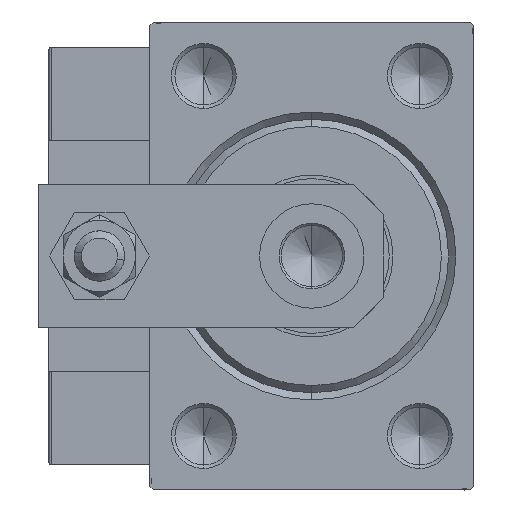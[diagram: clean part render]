
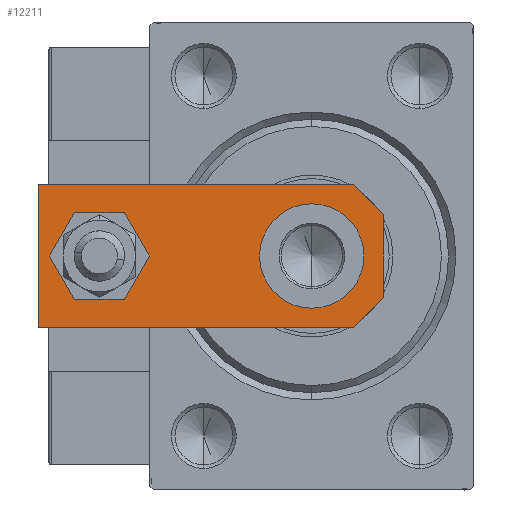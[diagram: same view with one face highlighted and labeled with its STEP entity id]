
A CAD part, left-side view. The second image highlights one B-rep face of the part: STEP entity #12211.
In plain terms, the highlighted face is planar.
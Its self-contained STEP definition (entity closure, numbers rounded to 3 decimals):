
#132 = VERTEX_POINT ( 'NONE', #35171 ) ;
#442 = VERTEX_POINT ( 'NONE', #14884 ) ;
#691 = CARTESIAN_POINT ( 'NONE',  ( -10., 48., 6. ) ) ;
#778 = AXIS2_PLACEMENT_3D ( 'NONE', #25122, #49750, #48991 ) ;
#1103 = FACE_BOUND ( 'NONE', #2733, .T. ) ;
#2733 = EDGE_LOOP ( 'NONE', ( #26661, #12329 ) ) ;
#2737 = CARTESIAN_POINT ( 'NONE',  ( 2.88, -2.88, 6. ) ) ;
#3785 = LINE ( 'NONE', #39367, #29447 ) ;
#3900 = DIRECTION ( 'NONE',  ( 1., 0., 0. ) ) ;
#5299 = CARTESIAN_POINT ( 'NONE',  ( 10., 0., 6. ) ) ;
#6161 = LINE ( 'NONE', #2737, #11778 ) ;
#6793 = LINE ( 'NONE', #34775, #37291 ) ;
#7833 = DIRECTION ( 'NONE',  ( 0., 0., 1. ) ) ;
#9200 = FACE_OUTER_BOUND ( 'NONE', #9799, .T. ) ;
#9799 = EDGE_LOOP ( 'NONE', ( #29880, #33870, #23320, #44014, #20728, #18083 ) ) ;
#10729 = EDGE_CURVE ( 'NONE', #442, #29110, #29107, .T. ) ;
#11679 = CARTESIAN_POINT ( 'NONE',  ( 0., 10., 6. ) ) ;
#11778 = VECTOR ( 'NONE', #26768, 1000. ) ;
#12211 = ADVANCED_FACE ( 'NONE', ( #1103, #9200, #28803 ), #21452, .T. ) ;
#12329 = ORIENTED_EDGE ( 'NONE', *, *, #10729, .F. ) ;
#13006 = CIRCLE ( 'NONE', #43835, 7.25 ) ;
#13272 = EDGE_CURVE ( 'NONE', #132, #25023, #33264, .T. ) ;
#13927 = EDGE_LOOP ( 'NONE', ( #46123, #35671 ) ) ;
#14146 = DIRECTION ( 'NONE',  ( 0., 1., 0. ) ) ;
#14420 = CARTESIAN_POINT ( 'NONE',  ( 7.25, 10., 6. ) ) ;
#14880 = DIRECTION ( 'NONE',  ( 0., -1., 0. ) ) ;
#14884 = CARTESIAN_POINT ( 'NONE',  ( 4., 39.5, 6. ) ) ;
#15793 = VECTOR ( 'NONE', #44513, 1000. ) ;
#16411 = EDGE_CURVE ( 'NONE', #37372, #132, #6161, .T. ) ;
#17210 = CARTESIAN_POINT ( 'NONE',  ( 5.76, 0., 6. ) ) ;
#18037 = EDGE_CURVE ( 'NONE', #40198, #46745, #22542, .T. ) ;
#18083 = ORIENTED_EDGE ( 'NONE', *, *, #22209, .T. ) ;
#19337 = CIRCLE ( 'NONE', #26839, 4. ) ;
#20691 = EDGE_CURVE ( 'NONE', #29110, #442, #19337, .T. ) ;
#20728 = ORIENTED_EDGE ( 'NONE', *, *, #13272, .T. ) ;
#21101 = VERTEX_POINT ( 'NONE', #691 ) ;
#21452 = PLANE ( 'NONE',  #778 ) ;
#22209 = EDGE_CURVE ( 'NONE', #25023, #21101, #3785, .T. ) ;
#22542 = CIRCLE ( 'NONE', #49349, 7.25 ) ;
#22761 = DIRECTION ( 'NONE',  ( 1., 0., 0. ) ) ;
#23320 = ORIENTED_EDGE ( 'NONE', *, *, #48086, .T. ) ;
#25023 = VERTEX_POINT ( 'NONE', #39168 ) ;
#25122 = CARTESIAN_POINT ( 'NONE',  ( 0., 0., 6. ) ) ;
#26542 = AXIS2_PLACEMENT_3D ( 'NONE', #51314, #27729, #22761 ) ;
#26570 = DIRECTION ( 'NONE',  ( 0., 0., 1. ) ) ;
#26661 = ORIENTED_EDGE ( 'NONE', *, *, #20691, .F. ) ;
#26768 = DIRECTION ( 'NONE',  ( 0.707, 0.707, 0. ) ) ;
#26839 = AXIS2_PLACEMENT_3D ( 'NONE', #41042, #49421, #49671 ) ;
#27729 = DIRECTION ( 'NONE',  ( 0., 0., 1. ) ) ;
#28533 = CARTESIAN_POINT ( 'NONE',  ( -10., 0., 6. ) ) ;
#28803 = FACE_BOUND ( 'NONE', #13927, .T. ) ;
#29107 = CIRCLE ( 'NONE', #26542, 4. ) ;
#29110 = VERTEX_POINT ( 'NONE', #33144 ) ;
#29447 = VECTOR ( 'NONE', #47236, 1000. ) ;
#29464 = DIRECTION ( 'NONE',  ( 0.707, -0.707, 0. ) ) ;
#29718 = CARTESIAN_POINT ( 'NONE',  ( -2.88, -2.88, 6. ) ) ;
#29880 = ORIENTED_EDGE ( 'NONE', *, *, #37147, .T. ) ;
#30098 = EDGE_CURVE ( 'NONE', #46745, #40198, #13006, .T. ) ;
#30447 = CARTESIAN_POINT ( 'NONE',  ( -10., 4.24, 6. ) ) ;
#30506 = VECTOR ( 'NONE', #29464, 1000. ) ;
#32518 = EDGE_CURVE ( 'NONE', #43328, #45785, #42011, .T. ) ;
#33144 = CARTESIAN_POINT ( 'NONE',  ( -4., 39.5, 6. ) ) ;
#33264 = LINE ( 'NONE', #5299, #35920 ) ;
#33870 = ORIENTED_EDGE ( 'NONE', *, *, #32518, .T. ) ;
#34775 = CARTESIAN_POINT ( 'NONE',  ( -10., 48., 6. ) ) ;
#35171 = CARTESIAN_POINT ( 'NONE',  ( 10., 4.24, 6. ) ) ;
#35671 = ORIENTED_EDGE ( 'NONE', *, *, #18037, .F. ) ;
#35920 = VECTOR ( 'NONE', #14146, 1000. ) ;
#37147 = EDGE_CURVE ( 'NONE', #21101, #43328, #6793, .T. ) ;
#37291 = VECTOR ( 'NONE', #14880, 1000. ) ;
#37372 = VERTEX_POINT ( 'NONE', #17210 ) ;
#39168 = CARTESIAN_POINT ( 'NONE',  ( 10., 48., 6. ) ) ;
#39367 = CARTESIAN_POINT ( 'NONE',  ( 10., 48., 6. ) ) ;
#40198 = VERTEX_POINT ( 'NONE', #14420 ) ;
#40379 = CARTESIAN_POINT ( 'NONE',  ( -7.25, 10., 6. ) ) ;
#41042 = CARTESIAN_POINT ( 'NONE',  ( 0., 39.5, 6. ) ) ;
#41705 = CARTESIAN_POINT ( 'NONE',  ( -5.76, 0., 6. ) ) ;
#42011 = LINE ( 'NONE', #29718, #30506 ) ;
#42833 = DIRECTION ( 'NONE',  ( 1., 0., 0. ) ) ;
#43328 = VERTEX_POINT ( 'NONE', #30447 ) ;
#43835 = AXIS2_PLACEMENT_3D ( 'NONE', #50746, #7833, #3900 ) ;
#44014 = ORIENTED_EDGE ( 'NONE', *, *, #16411, .T. ) ;
#44513 = DIRECTION ( 'NONE',  ( 1., 0., 0. ) ) ;
#45785 = VERTEX_POINT ( 'NONE', #41705 ) ;
#46123 = ORIENTED_EDGE ( 'NONE', *, *, #30098, .F. ) ;
#46745 = VERTEX_POINT ( 'NONE', #40379 ) ;
#47236 = DIRECTION ( 'NONE',  ( -1., 0., 0. ) ) ;
#48086 = EDGE_CURVE ( 'NONE', #45785, #37372, #48453, .T. ) ;
#48453 = LINE ( 'NONE', #28533, #15793 ) ;
#48991 = DIRECTION ( 'NONE',  ( 1., 0., 0. ) ) ;
#49349 = AXIS2_PLACEMENT_3D ( 'NONE', #11679, #26570, #42833 ) ;
#49421 = DIRECTION ( 'NONE',  ( 0., 0., 1. ) ) ;
#49671 = DIRECTION ( 'NONE',  ( 1., 0., 0. ) ) ;
#49750 = DIRECTION ( 'NONE',  ( 0., 0., 1. ) ) ;
#50746 = CARTESIAN_POINT ( 'NONE',  ( 0., 10., 6. ) ) ;
#51314 = CARTESIAN_POINT ( 'NONE',  ( 0., 39.5, 6. ) ) ;
